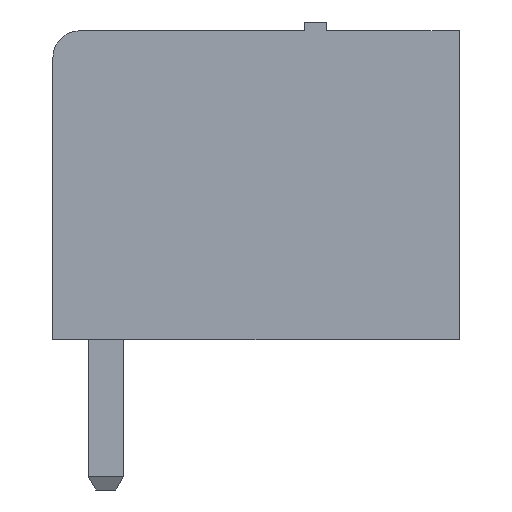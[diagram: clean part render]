
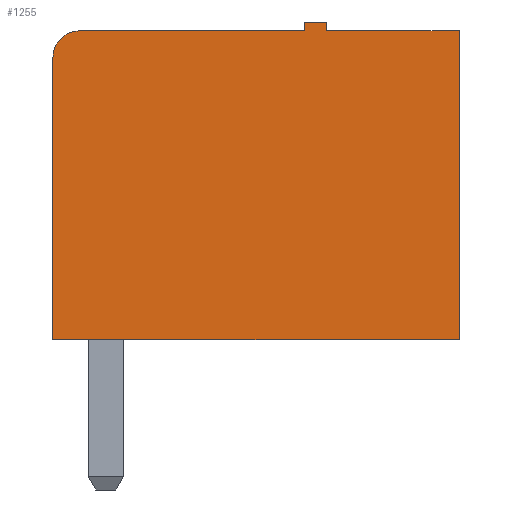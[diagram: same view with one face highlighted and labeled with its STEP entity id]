
A CAD part, front view. The second image highlights one B-rep face of the part: STEP entity #1255.
In plain terms, the highlighted planar face has unit normal (0, -1, 0).
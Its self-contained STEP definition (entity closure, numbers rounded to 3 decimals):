
#33 = CARTESIAN_POINT ( 'NONE',  ( 9.2, 0., 0. ) ) ;
#164 = VECTOR ( 'NONE', #3167, 1000. ) ;
#174 = AXIS2_PLACEMENT_3D ( 'NONE', #3179, #299, #1459 ) ;
#299 = DIRECTION ( 'NONE',  ( 0., 1., 0. ) ) ;
#312 = CARTESIAN_POINT ( 'NONE',  ( 0.6, 0., 6.4 ) ) ;
#370 = CARTESIAN_POINT ( 'NONE',  ( 0., 0., 7. ) ) ;
#376 = CARTESIAN_POINT ( 'NONE',  ( 5.7, 0., 7. ) ) ;
#418 = CARTESIAN_POINT ( 'NONE',  ( 6.2, 0., 7.2 ) ) ;
#460 = EDGE_LOOP ( 'NONE', ( #2730, #3126, #3061, #2563, #1994, #3298, #1059, #1899, #885 ) ) ;
#488 = DIRECTION ( 'NONE',  ( 1., 0., 0. ) ) ;
#579 = VERTEX_POINT ( 'NONE', #418 ) ;
#599 = VERTEX_POINT ( 'NONE', #2157 ) ;
#693 = DIRECTION ( 'NONE',  ( 0., 0., -1. ) ) ;
#726 = LINE ( 'NONE', #2466, #1131 ) ;
#730 = VERTEX_POINT ( 'NONE', #33 ) ;
#827 = EDGE_CURVE ( 'NONE', #3620, #730, #861, .T. ) ;
#859 = DIRECTION ( 'NONE',  ( 0., 0., -1. ) ) ;
#861 = LINE ( 'NONE', #1980, #3201 ) ;
#883 = CARTESIAN_POINT ( 'NONE',  ( 5.7, 0., 7.2 ) ) ;
#885 = ORIENTED_EDGE ( 'NONE', *, *, #2741, .T. ) ;
#908 = VERTEX_POINT ( 'NONE', #2956 ) ;
#982 = DIRECTION ( 'NONE',  ( 0., 0., -1. ) ) ;
#983 = VERTEX_POINT ( 'NONE', #990 ) ;
#990 = CARTESIAN_POINT ( 'NONE',  ( 0.6, 0., 7. ) ) ;
#1020 = CIRCLE ( 'NONE', #1148, 0.6 ) ;
#1036 = EDGE_CURVE ( 'NONE', #908, #579, #3067, .T. ) ;
#1059 = ORIENTED_EDGE ( 'NONE', *, *, #2180, .F. ) ;
#1131 = VECTOR ( 'NONE', #982, 1000. ) ;
#1148 = AXIS2_PLACEMENT_3D ( 'NONE', #312, #1788, #1487 ) ;
#1150 = PLANE ( 'NONE',  #174 ) ;
#1152 = LINE ( 'NONE', #3475, #3519 ) ;
#1177 = LINE ( 'NONE', #883, #164 ) ;
#1255 = ADVANCED_FACE ( 'NONE', ( #3758 ), #1150, .F. ) ;
#1313 = LINE ( 'NONE', #370, #2116 ) ;
#1459 = DIRECTION ( 'NONE',  ( 0., 0., 1. ) ) ;
#1487 = DIRECTION ( 'NONE',  ( 0., 0., 1. ) ) ;
#1637 = CARTESIAN_POINT ( 'NONE',  ( 0., 0., 0. ) ) ;
#1703 = CARTESIAN_POINT ( 'NONE',  ( 0., 0., 7. ) ) ;
#1738 = DIRECTION ( 'NONE',  ( 1., 0., 0. ) ) ;
#1788 = DIRECTION ( 'NONE',  ( 0., -1., 0. ) ) ;
#1821 = EDGE_CURVE ( 'NONE', #983, #2207, #3522, .T. ) ;
#1899 = ORIENTED_EDGE ( 'NONE', *, *, #1036, .F. ) ;
#1940 = CARTESIAN_POINT ( 'NONE',  ( 0., 0., 6.4 ) ) ;
#1980 = CARTESIAN_POINT ( 'NONE',  ( 0., 0., 0. ) ) ;
#1994 = ORIENTED_EDGE ( 'NONE', *, *, #2571, .F. ) ;
#2116 = VECTOR ( 'NONE', #693, 1000. ) ;
#2157 = CARTESIAN_POINT ( 'NONE',  ( 9.2, 0., 7. ) ) ;
#2174 = DIRECTION ( 'NONE',  ( 1., 0., 0. ) ) ;
#2180 = EDGE_CURVE ( 'NONE', #579, #2602, #1152, .T. ) ;
#2192 = LINE ( 'NONE', #2461, #2309 ) ;
#2207 = VERTEX_POINT ( 'NONE', #376 ) ;
#2309 = VECTOR ( 'NONE', #2174, 1000. ) ;
#2413 = EDGE_CURVE ( 'NONE', #983, #3368, #1020, .T. ) ;
#2461 = CARTESIAN_POINT ( 'NONE',  ( 0., 0., 7. ) ) ;
#2466 = CARTESIAN_POINT ( 'NONE',  ( 9.2, 0., 7. ) ) ;
#2510 = EDGE_CURVE ( 'NONE', #3368, #3620, #1313, .T. ) ;
#2557 = DIRECTION ( 'NONE',  ( 1., 0., 0. ) ) ;
#2563 = ORIENTED_EDGE ( 'NONE', *, *, #827, .T. ) ;
#2571 = EDGE_CURVE ( 'NONE', #599, #730, #726, .T. ) ;
#2602 = VERTEX_POINT ( 'NONE', #3315 ) ;
#2730 = ORIENTED_EDGE ( 'NONE', *, *, #1821, .F. ) ;
#2741 = EDGE_CURVE ( 'NONE', #908, #2207, #1177, .T. ) ;
#2956 = CARTESIAN_POINT ( 'NONE',  ( 5.7, 0., 7.2 ) ) ;
#3061 = ORIENTED_EDGE ( 'NONE', *, *, #2510, .T. ) ;
#3067 = LINE ( 'NONE', #3662, #3392 ) ;
#3086 = VECTOR ( 'NONE', #2557, 1000. ) ;
#3095 = EDGE_CURVE ( 'NONE', #2602, #599, #2192, .T. ) ;
#3126 = ORIENTED_EDGE ( 'NONE', *, *, #2413, .T. ) ;
#3167 = DIRECTION ( 'NONE',  ( 0., 0., -1. ) ) ;
#3179 = CARTESIAN_POINT ( 'NONE',  ( 0., 0., 7. ) ) ;
#3201 = VECTOR ( 'NONE', #1738, 1000. ) ;
#3298 = ORIENTED_EDGE ( 'NONE', *, *, #3095, .F. ) ;
#3315 = CARTESIAN_POINT ( 'NONE',  ( 6.2, 0., 7. ) ) ;
#3368 = VERTEX_POINT ( 'NONE', #1940 ) ;
#3392 = VECTOR ( 'NONE', #488, 1000. ) ;
#3475 = CARTESIAN_POINT ( 'NONE',  ( 6.2, 0., 7.2 ) ) ;
#3519 = VECTOR ( 'NONE', #859, 1000. ) ;
#3522 = LINE ( 'NONE', #1703, #3086 ) ;
#3620 = VERTEX_POINT ( 'NONE', #1637 ) ;
#3662 = CARTESIAN_POINT ( 'NONE',  ( 6.2, 0., 7.2 ) ) ;
#3758 = FACE_OUTER_BOUND ( 'NONE', #460, .T. ) ;
